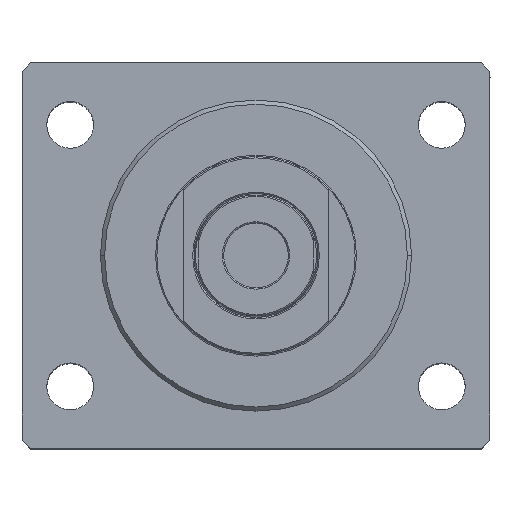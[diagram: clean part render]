
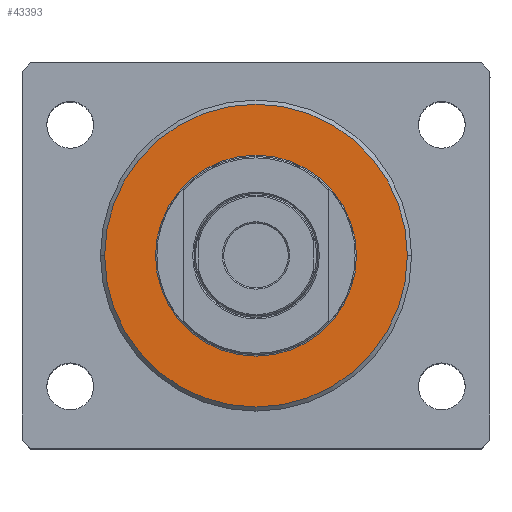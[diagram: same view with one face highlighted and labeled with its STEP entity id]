
A CAD part, top view. The second image highlights one B-rep face of the part: STEP entity #43393.
In plain terms, the highlighted face is planar.
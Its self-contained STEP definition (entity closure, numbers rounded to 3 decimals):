
#1984 = AXIS2_PLACEMENT_3D ( 'NONE', #28230, #41823, #25325 ) ;
#2026 = DIRECTION ( 'NONE',  ( 0., 0., -1. ) ) ;
#5538 = ORIENTED_EDGE ( 'NONE', *, *, #27008, .T. ) ;
#6619 = CARTESIAN_POINT ( 'NONE',  ( -36.5, 0., 0. ) ) ;
#6803 = VERTEX_POINT ( 'NONE', #25006 ) ;
#7771 = CARTESIAN_POINT ( 'NONE',  ( 36.5, 0., 0. ) ) ;
#8562 = VERTEX_POINT ( 'NONE', #6619 ) ;
#8840 = DIRECTION ( 'NONE',  ( 0., 0., 1. ) ) ;
#8930 = ORIENTED_EDGE ( 'NONE', *, *, #33161, .T. ) ;
#9536 = EDGE_CURVE ( 'NONE', #39305, #6803, #27972, .T. ) ;
#11157 = CARTESIAN_POINT ( 'NONE',  ( -55., 0., 0. ) ) ;
#11762 = ORIENTED_EDGE ( 'NONE', *, *, #43766, .T. ) ;
#13762 = ORIENTED_EDGE ( 'NONE', *, *, #9536, .T. ) ;
#14544 = DIRECTION ( 'NONE',  ( 0., 0., 1. ) ) ;
#14599 = DIRECTION ( 'NONE',  ( 1., 0., 0. ) ) ;
#15634 = AXIS2_PLACEMENT_3D ( 'NONE', #39375, #8840, #22422 ) ;
#18863 = FACE_BOUND ( 'NONE', #33628, .T. ) ;
#20305 = CIRCLE ( 'NONE', #21738, 55. ) ;
#21738 = AXIS2_PLACEMENT_3D ( 'NONE', #38816, #2026, #42820 ) ;
#21899 = VERTEX_POINT ( 'NONE', #7771 ) ;
#22422 = DIRECTION ( 'NONE',  ( 1., 0., 0. ) ) ;
#24576 = CARTESIAN_POINT ( 'NONE',  ( 0., 0., 0. ) ) ;
#24751 = EDGE_LOOP ( 'NONE', ( #5538, #13762 ) ) ;
#25006 = CARTESIAN_POINT ( 'NONE',  ( 55., 0., 0. ) ) ;
#25325 = DIRECTION ( 'NONE',  ( 1., 0., 0. ) ) ;
#25777 = PLANE ( 'NONE',  #15634 ) ;
#27008 = EDGE_CURVE ( 'NONE', #6803, #39305, #20305, .T. ) ;
#27763 = DIRECTION ( 'NONE',  ( 0., 0., -1. ) ) ;
#27972 = CIRCLE ( 'NONE', #29402, 55. ) ;
#28230 = CARTESIAN_POINT ( 'NONE',  ( 0., 0., 0. ) ) ;
#29402 = AXIS2_PLACEMENT_3D ( 'NONE', #31109, #27763, #14599 ) ;
#31109 = CARTESIAN_POINT ( 'NONE',  ( 0., 0., 0. ) ) ;
#33161 = EDGE_CURVE ( 'NONE', #21899, #8562, #37572, .T. ) ;
#33628 = EDGE_LOOP ( 'NONE', ( #8930, #11762 ) ) ;
#37006 = CIRCLE ( 'NONE', #40569, 36.5 ) ;
#37572 = CIRCLE ( 'NONE', #1984, 36.5 ) ;
#38176 = DIRECTION ( 'NONE',  ( 1., 0., 0. ) ) ;
#38816 = CARTESIAN_POINT ( 'NONE',  ( 0., 0., 0. ) ) ;
#39305 = VERTEX_POINT ( 'NONE', #11157 ) ;
#39375 = CARTESIAN_POINT ( 'NONE',  ( 0., 0., 0. ) ) ;
#40569 = AXIS2_PLACEMENT_3D ( 'NONE', #24576, #14544, #38176 ) ;
#41823 = DIRECTION ( 'NONE',  ( 0., 0., 1. ) ) ;
#42723 = FACE_OUTER_BOUND ( 'NONE', #24751, .T. ) ;
#42820 = DIRECTION ( 'NONE',  ( 1., 0., 0. ) ) ;
#43393 = ADVANCED_FACE ( 'NONE', ( #18863, #42723 ), #25777, .F. ) ;
#43766 = EDGE_CURVE ( 'NONE', #8562, #21899, #37006, .T. ) ;
